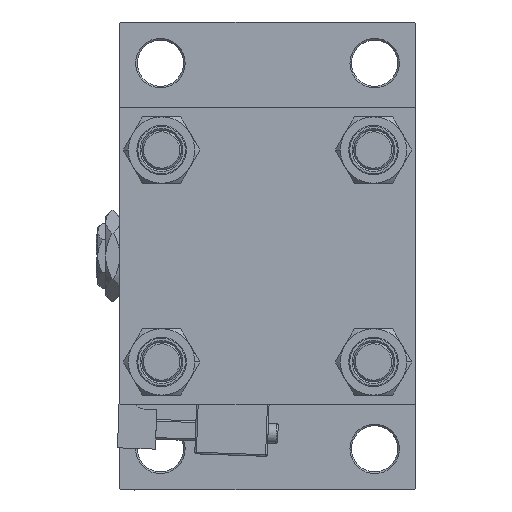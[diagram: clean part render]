
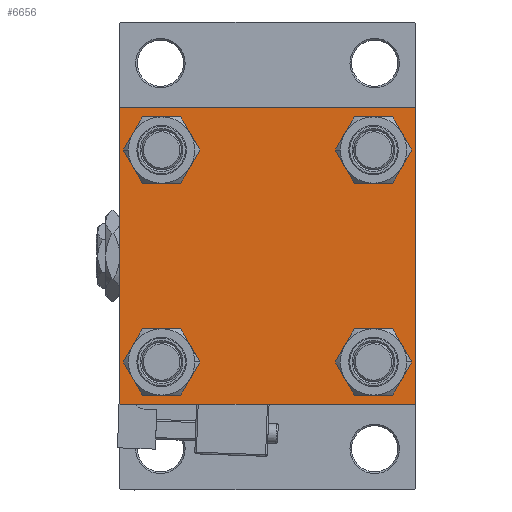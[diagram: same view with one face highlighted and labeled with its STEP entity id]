
A CAD part, left-side view. The second image highlights one B-rep face of the part: STEP entity #6656.
In plain terms, the highlighted planar face has unit normal (-1, 0, 0).
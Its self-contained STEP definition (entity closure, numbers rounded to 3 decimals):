
#44 = CARTESIAN_POINT ( 'NONE',  ( 0., 45., -45. ) ) ;
#334 = VERTEX_POINT ( 'NONE', #11418 ) ;
#1372 = VECTOR ( 'NONE', #47665, 1000. ) ;
#1376 = DIRECTION ( 'NONE',  ( 0., -0.707, -0.707 ) ) ;
#1384 = DIRECTION ( 'NONE',  ( 0., -0.707, 0.707 ) ) ;
#1655 = AXIS2_PLACEMENT_3D ( 'NONE', #45688, #23229, #7861 ) ;
#1661 = EDGE_CURVE ( 'NONE', #14857, #29431, #22464, .T. ) ;
#2646 = EDGE_CURVE ( 'NONE', #29924, #13758, #20911, .T. ) ;
#2846 = CARTESIAN_POINT ( 'NONE',  ( 0., 32.15, 38.65 ) ) ;
#3363 = VERTEX_POINT ( 'NONE', #48799 ) ;
#4086 = DIRECTION ( 'NONE',  ( 0., 0., 1. ) ) ;
#4338 = DIRECTION ( 'NONE',  ( 1., 0., 0. ) ) ;
#4442 = LINE ( 'NONE', #36971, #1372 ) ;
#4944 = CARTESIAN_POINT ( 'NONE',  ( 0., 45., 45. ) ) ;
#5049 = AXIS2_PLACEMENT_3D ( 'NONE', #27861, #31501, #35407 ) ;
#5261 = VERTEX_POINT ( 'NONE', #42190 ) ;
#5457 = VERTEX_POINT ( 'NONE', #8300 ) ;
#5512 = ORIENTED_EDGE ( 'NONE', *, *, #40910, .T. ) ;
#5651 = CARTESIAN_POINT ( 'NONE',  ( 0., -32.15, -38.65 ) ) ;
#5666 = CIRCLE ( 'NONE', #30623, 6.5 ) ;
#6656 = ADVANCED_FACE ( 'NONE', ( #40027, #43928, #32469, #29079, #24406 ), #44440, .T. ) ;
#7213 = VERTEX_POINT ( 'NONE', #34733 ) ;
#7488 = EDGE_CURVE ( 'NONE', #16595, #8984, #44824, .T. ) ;
#7854 = ORIENTED_EDGE ( 'NONE', *, *, #18053, .T. ) ;
#7861 = DIRECTION ( 'NONE',  ( 0., 0., 1. ) ) ;
#8300 = CARTESIAN_POINT ( 'NONE',  ( 0., -32.15, 25.65 ) ) ;
#8454 = EDGE_CURVE ( 'NONE', #29924, #44597, #24734, .T. ) ;
#8514 = CARTESIAN_POINT ( 'NONE',  ( 0., 0., 0. ) ) ;
#8810 = ORIENTED_EDGE ( 'NONE', *, *, #41242, .T. ) ;
#8984 = VERTEX_POINT ( 'NONE', #23282 ) ;
#9501 = CARTESIAN_POINT ( 'NONE',  ( 0., -45., 45. ) ) ;
#10526 = EDGE_LOOP ( 'NONE', ( #7854, #8810 ) ) ;
#11163 = ORIENTED_EDGE ( 'NONE', *, *, #18774, .T. ) ;
#11164 = ORIENTED_EDGE ( 'NONE', *, *, #49605, .T. ) ;
#11418 = CARTESIAN_POINT ( 'NONE',  ( 0., 32.15, -38.65 ) ) ;
#12508 = CIRCLE ( 'NONE', #5049, 6.5 ) ;
#12878 = DIRECTION ( 'NONE',  ( 0., 0., -1. ) ) ;
#13599 = VECTOR ( 'NONE', #15907, 1000. ) ;
#13758 = VERTEX_POINT ( 'NONE', #18874 ) ;
#14397 = EDGE_CURVE ( 'NONE', #25356, #5457, #15305, .T. ) ;
#14857 = VERTEX_POINT ( 'NONE', #2846 ) ;
#14873 = VERTEX_POINT ( 'NONE', #51481 ) ;
#15169 = EDGE_CURVE ( 'NONE', #29431, #14857, #36858, .T. ) ;
#15187 = CARTESIAN_POINT ( 'NONE',  ( 0., 32.15, 32.15 ) ) ;
#15305 = CIRCLE ( 'NONE', #21187, 6.5 ) ;
#15346 = EDGE_CURVE ( 'NONE', #5261, #7213, #24800, .T. ) ;
#15647 = EDGE_CURVE ( 'NONE', #13758, #16595, #4442, .T. ) ;
#15673 = DIRECTION ( 'NONE',  ( 0., 0.707, 0.707 ) ) ;
#15907 = DIRECTION ( 'NONE',  ( 0., -1., 0. ) ) ;
#16545 = CARTESIAN_POINT ( 'NONE',  ( 0., 44.5, 45. ) ) ;
#16595 = VERTEX_POINT ( 'NONE', #46788 ) ;
#17265 = DIRECTION ( 'NONE',  ( 0., 0.707, -0.707 ) ) ;
#17603 = VECTOR ( 'NONE', #23730, 1000. ) ;
#17944 = ORIENTED_EDGE ( 'NONE', *, *, #15346, .T. ) ;
#18053 = EDGE_CURVE ( 'NONE', #14873, #334, #12508, .T. ) ;
#18774 = EDGE_CURVE ( 'NONE', #3363, #39448, #41669, .T. ) ;
#18874 = CARTESIAN_POINT ( 'NONE',  ( 0., 45., 44.5 ) ) ;
#19609 = CARTESIAN_POINT ( 'NONE',  ( 0., -32.15, 32.15 ) ) ;
#20020 = CARTESIAN_POINT ( 'NONE',  ( 0., 32.15, 25.65 ) ) ;
#20024 = ORIENTED_EDGE ( 'NONE', *, *, #15169, .T. ) ;
#20071 = VECTOR ( 'NONE', #1376, 1000. ) ;
#20275 = CARTESIAN_POINT ( 'NONE',  ( 0., -45., 44.5 ) ) ;
#20296 = DIRECTION ( 'NONE',  ( 0., 0., 1. ) ) ;
#20760 = ORIENTED_EDGE ( 'NONE', *, *, #32982, .F. ) ;
#20888 = CARTESIAN_POINT ( 'NONE',  ( 0., -44.75, -44.75 ) ) ;
#20911 = LINE ( 'NONE', #37064, #47434 ) ;
#21144 = CARTESIAN_POINT ( 'NONE',  ( 0., 44.75, -44.75 ) ) ;
#21187 = AXIS2_PLACEMENT_3D ( 'NONE', #39508, #4338, #4086 ) ;
#21888 = CARTESIAN_POINT ( 'NONE',  ( 0., -32.15, -32.15 ) ) ;
#22125 = CARTESIAN_POINT ( 'NONE',  ( 0., -32.15, 38.65 ) ) ;
#22464 = CIRCLE ( 'NONE', #1655, 6.5 ) ;
#23229 = DIRECTION ( 'NONE',  ( 1., 0., 0. ) ) ;
#23282 = CARTESIAN_POINT ( 'NONE',  ( 0., 44.5, -45. ) ) ;
#23534 = DIRECTION ( 'NONE',  ( 0., 0., 1. ) ) ;
#23730 = DIRECTION ( 'NONE',  ( 0., -1., 0. ) ) ;
#24406 = FACE_OUTER_BOUND ( 'NONE', #40932, .T. ) ;
#24710 = CARTESIAN_POINT ( 'NONE',  ( 0., 32.15, -32.15 ) ) ;
#24734 = LINE ( 'NONE', #4944, #17603 ) ;
#24800 = LINE ( 'NONE', #20888, #33804 ) ;
#24999 = ORIENTED_EDGE ( 'NONE', *, *, #8454, .F. ) ;
#25356 = VERTEX_POINT ( 'NONE', #22125 ) ;
#26463 = VECTOR ( 'NONE', #15673, 1000. ) ;
#27503 = EDGE_CURVE ( 'NONE', #5457, #25356, #28662, .T. ) ;
#27861 = CARTESIAN_POINT ( 'NONE',  ( 0., 32.15, -32.15 ) ) ;
#27959 = VECTOR ( 'NONE', #12878, 1000. ) ;
#28322 = ORIENTED_EDGE ( 'NONE', *, *, #38791, .T. ) ;
#28395 = ORIENTED_EDGE ( 'NONE', *, *, #15647, .T. ) ;
#28662 = CIRCLE ( 'NONE', #35310, 6.5 ) ;
#28982 = AXIS2_PLACEMENT_3D ( 'NONE', #47275, #38433, #46250 ) ;
#29079 = FACE_BOUND ( 'NONE', #29225, .T. ) ;
#29225 = EDGE_LOOP ( 'NONE', ( #45596, #20024 ) ) ;
#29431 = VERTEX_POINT ( 'NONE', #20020 ) ;
#29436 = VERTEX_POINT ( 'NONE', #20275 ) ;
#29724 = DIRECTION ( 'NONE',  ( 1., 0., 0. ) ) ;
#29924 = VERTEX_POINT ( 'NONE', #16545 ) ;
#30039 = AXIS2_PLACEMENT_3D ( 'NONE', #8514, #32990, #40288 ) ;
#30623 = AXIS2_PLACEMENT_3D ( 'NONE', #24710, #43472, #20296 ) ;
#31093 = DIRECTION ( 'NONE',  ( 1., 0., 0. ) ) ;
#31305 = LINE ( 'NONE', #44, #13599 ) ;
#31496 = ORIENTED_EDGE ( 'NONE', *, *, #14397, .T. ) ;
#31501 = DIRECTION ( 'NONE',  ( 1., 0., 0. ) ) ;
#32345 = DIRECTION ( 'NONE',  ( 0., 0., 1. ) ) ;
#32469 = FACE_BOUND ( 'NONE', #10526, .T. ) ;
#32821 = AXIS2_PLACEMENT_3D ( 'NONE', #15187, #31093, #23534 ) ;
#32982 = EDGE_CURVE ( 'NONE', #29436, #7213, #44656, .T. ) ;
#32990 = DIRECTION ( 'NONE',  ( -1., 0., 0. ) ) ;
#33205 = EDGE_LOOP ( 'NONE', ( #31496, #34640 ) ) ;
#33804 = VECTOR ( 'NONE', #1384, 1000. ) ;
#33817 = EDGE_LOOP ( 'NONE', ( #11163, #28322 ) ) ;
#34458 = CARTESIAN_POINT ( 'NONE',  ( 0., -44.75, 44.75 ) ) ;
#34640 = ORIENTED_EDGE ( 'NONE', *, *, #27503, .T. ) ;
#34733 = CARTESIAN_POINT ( 'NONE',  ( 0., -45., -44.5 ) ) ;
#35310 = AXIS2_PLACEMENT_3D ( 'NONE', #19609, #43807, #32345 ) ;
#35407 = DIRECTION ( 'NONE',  ( 0., 0., 1. ) ) ;
#35829 = AXIS2_PLACEMENT_3D ( 'NONE', #21888, #29724, #41175 ) ;
#36858 = CIRCLE ( 'NONE', #32821, 6.5 ) ;
#36971 = CARTESIAN_POINT ( 'NONE',  ( 0., 45., 45. ) ) ;
#37064 = CARTESIAN_POINT ( 'NONE',  ( 0., 44.75, 44.75 ) ) ;
#38433 = DIRECTION ( 'NONE',  ( 1., 0., 0. ) ) ;
#38791 = EDGE_CURVE ( 'NONE', #39448, #3363, #47267, .T. ) ;
#39448 = VERTEX_POINT ( 'NONE', #5651 ) ;
#39508 = CARTESIAN_POINT ( 'NONE',  ( 0., -32.15, 32.15 ) ) ;
#40027 = FACE_BOUND ( 'NONE', #33205, .T. ) ;
#40288 = DIRECTION ( 'NONE',  ( 0., 0., 1. ) ) ;
#40910 = EDGE_CURVE ( 'NONE', #29436, #44597, #50320, .T. ) ;
#40932 = EDGE_LOOP ( 'NONE', ( #28395, #50052, #11164, #17944, #20760, #5512, #24999, #41400 ) ) ;
#41175 = DIRECTION ( 'NONE',  ( 0., 0., 1. ) ) ;
#41242 = EDGE_CURVE ( 'NONE', #334, #14873, #5666, .T. ) ;
#41400 = ORIENTED_EDGE ( 'NONE', *, *, #2646, .T. ) ;
#41669 = CIRCLE ( 'NONE', #35829, 6.5 ) ;
#42190 = CARTESIAN_POINT ( 'NONE',  ( 0., -44.5, -45. ) ) ;
#43472 = DIRECTION ( 'NONE',  ( 1., 0., 0. ) ) ;
#43807 = DIRECTION ( 'NONE',  ( 1., 0., 0. ) ) ;
#43928 = FACE_BOUND ( 'NONE', #33817, .T. ) ;
#44440 = PLANE ( 'NONE',  #30039 ) ;
#44597 = VERTEX_POINT ( 'NONE', #46285 ) ;
#44656 = LINE ( 'NONE', #9501, #27959 ) ;
#44824 = LINE ( 'NONE', #21144, #20071 ) ;
#45596 = ORIENTED_EDGE ( 'NONE', *, *, #1661, .T. ) ;
#45688 = CARTESIAN_POINT ( 'NONE',  ( 0., 32.15, 32.15 ) ) ;
#46250 = DIRECTION ( 'NONE',  ( 0., 0., 1. ) ) ;
#46285 = CARTESIAN_POINT ( 'NONE',  ( 0., -44.5, 45. ) ) ;
#46788 = CARTESIAN_POINT ( 'NONE',  ( 0., 45., -44.5 ) ) ;
#47267 = CIRCLE ( 'NONE', #28982, 6.5 ) ;
#47275 = CARTESIAN_POINT ( 'NONE',  ( 0., -32.15, -32.15 ) ) ;
#47434 = VECTOR ( 'NONE', #17265, 1000. ) ;
#47665 = DIRECTION ( 'NONE',  ( 0., 0., -1. ) ) ;
#48799 = CARTESIAN_POINT ( 'NONE',  ( 0., -32.15, -25.65 ) ) ;
#49605 = EDGE_CURVE ( 'NONE', #8984, #5261, #31305, .T. ) ;
#50052 = ORIENTED_EDGE ( 'NONE', *, *, #7488, .T. ) ;
#50320 = LINE ( 'NONE', #34458, #26463 ) ;
#51481 = CARTESIAN_POINT ( 'NONE',  ( 0., 32.15, -25.65 ) ) ;
